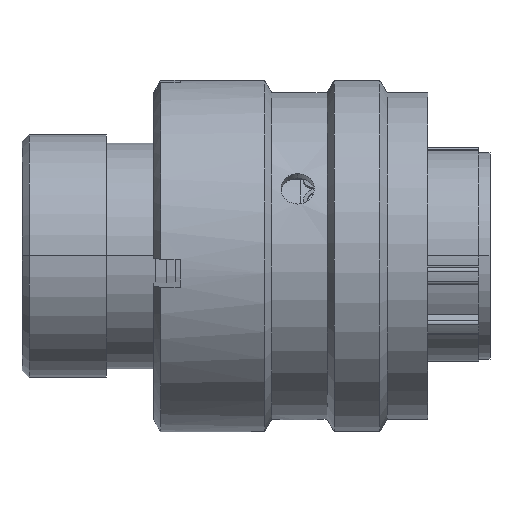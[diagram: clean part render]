
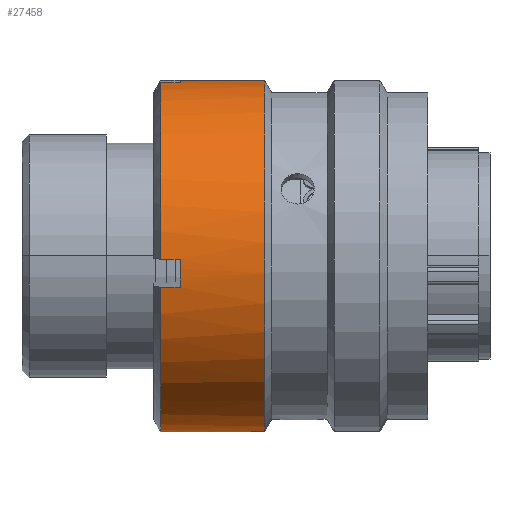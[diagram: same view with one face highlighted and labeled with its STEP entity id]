
A CAD part, top view. The second image highlights one B-rep face of the part: STEP entity #27458.
In plain terms, the highlighted cylindrical face has radius 12.55 mm (diameter 25.1 mm), a partial arc.
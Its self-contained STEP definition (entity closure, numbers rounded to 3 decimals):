
#142 = FACE_OUTER_BOUND ( 'NONE', #11086, .T. ) ;
#288 = CARTESIAN_POINT ( 'NONE',  ( 17.298, -12.487, -1.256 ) ) ;
#1219 = EDGE_CURVE ( 'NONE', #41473, #40985, #37305, .T. ) ;
#1314 = VERTEX_POINT ( 'NONE', #36608 ) ;
#2534 = CIRCLE ( 'NONE', #37754, 12.55 ) ;
#2799 = DIRECTION ( 'NONE',  ( 0., -0.1, 0.995 ) ) ;
#2939 = VERTEX_POINT ( 'NONE', #26735 ) ;
#4167 = ORIENTED_EDGE ( 'NONE', *, *, #26109, .T. ) ;
#4331 = DIRECTION ( 'NONE',  ( 1., 0., 0. ) ) ;
#4391 = LINE ( 'NONE', #9953, #39467 ) ;
#5130 = CARTESIAN_POINT ( 'NONE',  ( 11.278, 0., 0. ) ) ;
#5304 = ORIENTED_EDGE ( 'NONE', *, *, #35182, .T. ) ;
#5523 = CARTESIAN_POINT ( 'NONE',  ( 11.278, -12.547, -0.257 ) ) ;
#5959 = EDGE_CURVE ( 'NONE', #1314, #40904, #48296, .T. ) ;
#6328 = CARTESIAN_POINT ( 'NONE',  ( 9.878, 0., 0. ) ) ;
#6667 = DIRECTION ( 'NONE',  ( 1., 0., 0. ) ) ;
#7360 = AXIS2_PLACEMENT_3D ( 'NONE', #33381, #33062, #2799 ) ;
#7541 = CARTESIAN_POINT ( 'NONE',  ( 9.878, 12.347, 2.247 ) ) ;
#8144 = ORIENTED_EDGE ( 'NONE', *, *, #24313, .T. ) ;
#8179 = ORIENTED_EDGE ( 'NONE', *, *, #12689, .T. ) ;
#8696 = CIRCLE ( 'NONE', #45155, 12.55 ) ;
#9538 = AXIS2_PLACEMENT_3D ( 'NONE', #32597, #9861, #21150 ) ;
#9861 = DIRECTION ( 'NONE',  ( 1., 0., 0. ) ) ;
#9953 = CARTESIAN_POINT ( 'NONE',  ( 28.928, -2.247, 12.347 ) ) ;
#9999 = DIRECTION ( 'NONE',  ( 1., 0., 0. ) ) ;
#11086 = EDGE_LOOP ( 'NONE', ( #8179, #8144, #33431, #38451, #4167, #31335, #32367, #42968, #5304, #28978, #18336, #29280 ) ) ;
#12689 = EDGE_CURVE ( 'NONE', #27248, #2939, #2534, .T. ) ;
#13185 = EDGE_CURVE ( 'NONE', #15599, #27248, #45894, .T. ) ;
#13654 = CARTESIAN_POINT ( 'NONE',  ( 11.278, 0., 0. ) ) ;
#13937 = CARTESIAN_POINT ( 'NONE',  ( 28.928, 12.487, 1.256 ) ) ;
#13996 = DIRECTION ( 'NONE',  ( 1., 0., 0. ) ) ;
#14102 = DIRECTION ( 'NONE',  ( 1., 0., 0. ) ) ;
#15599 = VERTEX_POINT ( 'NONE', #30503 ) ;
#16081 = CIRCLE ( 'NONE', #23833, 12.55 ) ;
#16250 = DIRECTION ( 'NONE',  ( 1., 0., 0. ) ) ;
#16283 = DIRECTION ( 'NONE',  ( 1., 0., 0. ) ) ;
#17105 = DIRECTION ( 'NONE',  ( 0., -0.995, -0.1 ) ) ;
#17256 = EDGE_CURVE ( 'NONE', #49093, #36693, #4391, .T. ) ;
#17990 = VECTOR ( 'NONE', #16283, 1000. ) ;
#18336 = ORIENTED_EDGE ( 'NONE', *, *, #40439, .T. ) ;
#19235 = AXIS2_PLACEMENT_3D ( 'NONE', #44553, #48391, #34773 ) ;
#19266 = VERTEX_POINT ( 'NONE', #45575 ) ;
#19737 = CARTESIAN_POINT ( 'NONE',  ( 28.928, -0.257, 12.547 ) ) ;
#20952 = DIRECTION ( 'NONE',  ( 0., 0.1, -0.995 ) ) ;
#21150 = DIRECTION ( 'NONE',  ( 0., 0.995, 0.1 ) ) ;
#21313 = DIRECTION ( 'NONE',  ( 0., 0.995, 0.1 ) ) ;
#21332 = VECTOR ( 'NONE', #4331, 1000. ) ;
#21603 = CARTESIAN_POINT ( 'NONE',  ( 28.928, 12.347, 2.247 ) ) ;
#21722 = VECTOR ( 'NONE', #14102, 1000. ) ;
#22203 = EDGE_CURVE ( 'NONE', #40985, #1314, #8696, .T. ) ;
#22484 = LINE ( 'NONE', #46216, #21332 ) ;
#22759 = CYLINDRICAL_SURFACE ( 'NONE', #19235, 12.55 ) ;
#23608 = VECTOR ( 'NONE', #28801, 1000. ) ;
#23833 = AXIS2_PLACEMENT_3D ( 'NONE', #6328, #13996, #33572 ) ;
#24313 = EDGE_CURVE ( 'NONE', #2939, #41482, #22484, .T. ) ;
#25695 = VECTOR ( 'NONE', #16250, 1000. ) ;
#26109 = EDGE_CURVE ( 'NONE', #42283, #41473, #33680, .T. ) ;
#26735 = CARTESIAN_POINT ( 'NONE',  ( 11.278, -12.487, -1.256 ) ) ;
#26943 = CARTESIAN_POINT ( 'NONE',  ( 11.278, -0.257, 12.547 ) ) ;
#27217 = CARTESIAN_POINT ( 'NONE',  ( 11.278, 12.347, 2.247 ) ) ;
#27248 = VERTEX_POINT ( 'NONE', #5523 ) ;
#27458 = ADVANCED_FACE ( 'NONE', ( #142 ), #22759, .T. ) ;
#28801 = DIRECTION ( 'NONE',  ( -1., 0., 0. ) ) ;
#28978 = ORIENTED_EDGE ( 'NONE', *, *, #17256, .T. ) ;
#29280 = ORIENTED_EDGE ( 'NONE', *, *, #13185, .T. ) ;
#29430 = CARTESIAN_POINT ( 'NONE',  ( 9.878, 0., 0. ) ) ;
#30503 = CARTESIAN_POINT ( 'NONE',  ( 9.878, -12.547, -0.257 ) ) ;
#30743 = CARTESIAN_POINT ( 'NONE',  ( 11.278, -2.247, 12.347 ) ) ;
#30862 = AXIS2_PLACEMENT_3D ( 'NONE', #5130, #39333, #17105 ) ;
#31335 = ORIENTED_EDGE ( 'NONE', *, *, #1219, .T. ) ;
#31829 = LINE ( 'NONE', #13937, #21722 ) ;
#32367 = ORIENTED_EDGE ( 'NONE', *, *, #22203, .T. ) ;
#32597 = CARTESIAN_POINT ( 'NONE',  ( 17.298, 0., 0. ) ) ;
#33062 = DIRECTION ( 'NONE',  ( 1., 0., 0. ) ) ;
#33250 = CARTESIAN_POINT ( 'NONE',  ( 9.878, -2.247, 12.347 ) ) ;
#33381 = CARTESIAN_POINT ( 'NONE',  ( 11.278, 0., 0. ) ) ;
#33431 = ORIENTED_EDGE ( 'NONE', *, *, #39361, .F. ) ;
#33572 = DIRECTION ( 'NONE',  ( 0., 0.995, 0.1 ) ) ;
#33680 = CIRCLE ( 'NONE', #7360, 12.55 ) ;
#34773 = DIRECTION ( 'NONE',  ( 0., 0.995, 0.1 ) ) ;
#35067 = CARTESIAN_POINT ( 'NONE',  ( 28.928, -12.547, -0.257 ) ) ;
#35182 = EDGE_CURVE ( 'NONE', #40904, #49093, #41714, .T. ) ;
#36608 = CARTESIAN_POINT ( 'NONE',  ( 9.878, -0.257, 12.547 ) ) ;
#36693 = VERTEX_POINT ( 'NONE', #33250 ) ;
#37305 = LINE ( 'NONE', #21603, #23608 ) ;
#37754 = AXIS2_PLACEMENT_3D ( 'NONE', #13654, #9999, #20952 ) ;
#38451 = ORIENTED_EDGE ( 'NONE', *, *, #44234, .F. ) ;
#39333 = DIRECTION ( 'NONE',  ( 1., 0., 0. ) ) ;
#39361 = EDGE_CURVE ( 'NONE', #19266, #41482, #47823, .T. ) ;
#39467 = VECTOR ( 'NONE', #43457, 1000. ) ;
#40439 = EDGE_CURVE ( 'NONE', #36693, #15599, #16081, .T. ) ;
#40904 = VERTEX_POINT ( 'NONE', #26943 ) ;
#40985 = VERTEX_POINT ( 'NONE', #7541 ) ;
#41249 = CARTESIAN_POINT ( 'NONE',  ( 11.278, 12.487, 1.256 ) ) ;
#41473 = VERTEX_POINT ( 'NONE', #27217 ) ;
#41482 = VERTEX_POINT ( 'NONE', #288 ) ;
#41714 = CIRCLE ( 'NONE', #30862, 12.55 ) ;
#42283 = VERTEX_POINT ( 'NONE', #41249 ) ;
#42968 = ORIENTED_EDGE ( 'NONE', *, *, #5959, .T. ) ;
#43457 = DIRECTION ( 'NONE',  ( -1., 0., 0. ) ) ;
#44234 = EDGE_CURVE ( 'NONE', #42283, #19266, #31829, .T. ) ;
#44553 = CARTESIAN_POINT ( 'NONE',  ( 28.928, 0., 0. ) ) ;
#45155 = AXIS2_PLACEMENT_3D ( 'NONE', #29430, #6667, #21313 ) ;
#45575 = CARTESIAN_POINT ( 'NONE',  ( 17.298, 12.487, 1.256 ) ) ;
#45894 = LINE ( 'NONE', #35067, #17990 ) ;
#46216 = CARTESIAN_POINT ( 'NONE',  ( 28.928, -12.487, -1.256 ) ) ;
#47823 = CIRCLE ( 'NONE', #9538, 12.55 ) ;
#48296 = LINE ( 'NONE', #19737, #25695 ) ;
#48391 = DIRECTION ( 'NONE',  ( 1., 0., 0. ) ) ;
#49093 = VERTEX_POINT ( 'NONE', #30743 ) ;
